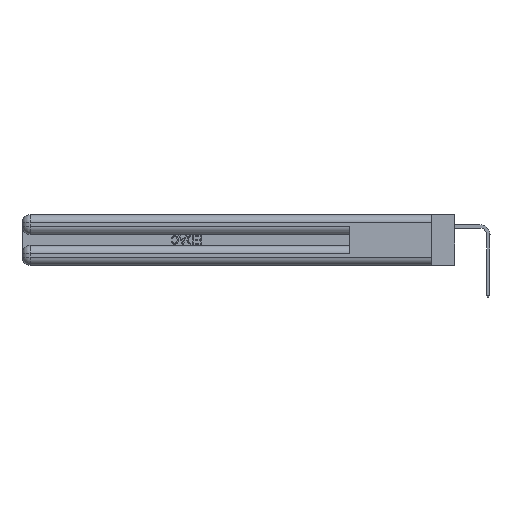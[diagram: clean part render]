
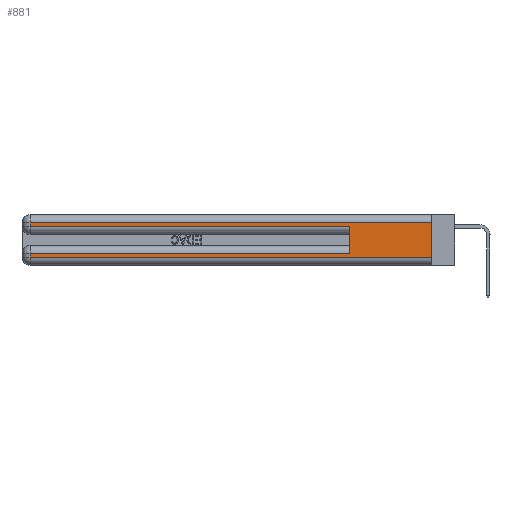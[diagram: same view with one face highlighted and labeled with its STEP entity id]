
A CAD part, left-side view. The second image highlights one B-rep face of the part: STEP entity #881.
In plain terms, the highlighted planar face has unit normal (-1, 0, 0).
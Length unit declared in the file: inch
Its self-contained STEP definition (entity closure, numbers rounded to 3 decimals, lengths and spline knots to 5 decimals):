
#283 = DIRECTION ( 'NONE',  ( 0., 0., -1. ) ) ;
#881 = ADVANCED_FACE ( 'NONE', ( #10601 ), #41577, .F. ) ;
#1158 = EDGE_LOOP ( 'NONE', ( #21532, #2192, #19199, #12302, #32971, #29852, #3143, #6742 ) ) ;
#2005 = LINE ( 'NONE', #18355, #39342 ) ;
#2192 = ORIENTED_EDGE ( 'NONE', *, *, #10063, .T. ) ;
#3143 = ORIENTED_EDGE ( 'NONE', *, *, #3777, .T. ) ;
#3470 = VECTOR ( 'NONE', #39903, 39.37008 ) ;
#3777 = EDGE_CURVE ( 'NONE', #11090, #35076, #32962, .T. ) ;
#4001 = EDGE_CURVE ( 'NONE', #32065, #11090, #41950, .T. ) ;
#4124 = AXIS2_PLACEMENT_3D ( 'NONE', #9168, #34505, #12817 ) ;
#4736 = LINE ( 'NONE', #40044, #33641 ) ;
#6004 = CARTESIAN_POINT ( 'NONE',  ( 0., 0.6, 0.145 ) ) ;
#6742 = ORIENTED_EDGE ( 'NONE', *, *, #45704, .T. ) ;
#7330 = CARTESIAN_POINT ( 'NONE',  ( 0., 0., 0.085 ) ) ;
#9168 = CARTESIAN_POINT ( 'NONE',  ( 0., 0., 0.37 ) ) ;
#9822 = VERTEX_POINT ( 'NONE', #16183 ) ;
#10063 = EDGE_CURVE ( 'NONE', #39613, #9822, #12265, .T. ) ;
#10124 = CARTESIAN_POINT ( 'NONE',  ( 0., 0., 0.31 ) ) ;
#10415 = CARTESIAN_POINT ( 'NONE',  ( 0., 0., 0.06 ) ) ;
#10601 = FACE_OUTER_BOUND ( 'NONE', #1158, .T. ) ;
#11090 = VERTEX_POINT ( 'NONE', #31510 ) ;
#12265 = LINE ( 'NONE', #10124, #23001 ) ;
#12302 = ORIENTED_EDGE ( 'NONE', *, *, #41195, .T. ) ;
#12817 = DIRECTION ( 'NONE',  ( 0., 0., -1. ) ) ;
#13499 = LINE ( 'NONE', #6004, #23101 ) ;
#14904 = DIRECTION ( 'NONE',  ( 0., 0., -1. ) ) ;
#16021 = LINE ( 'NONE', #43621, #34140 ) ;
#16183 = CARTESIAN_POINT ( 'NONE',  ( 0., 2.94, 0.31 ) ) ;
#16998 = CARTESIAN_POINT ( 'NONE',  ( 0., 2.94, 0.37 ) ) ;
#18355 = CARTESIAN_POINT ( 'NONE',  ( 0., 2.94, 0.37 ) ) ;
#19199 = ORIENTED_EDGE ( 'NONE', *, *, #30828, .T. ) ;
#19560 = VERTEX_POINT ( 'NONE', #32039 ) ;
#20136 = CARTESIAN_POINT ( 'NONE',  ( 0., 2.94, 0.06 ) ) ;
#21532 = ORIENTED_EDGE ( 'NONE', *, *, #41805, .F. ) ;
#23001 = VECTOR ( 'NONE', #28143, 39.37008 ) ;
#23101 = VECTOR ( 'NONE', #31317, 39.37008 ) ;
#28143 = DIRECTION ( 'NONE',  ( 0., 1., 0. ) ) ;
#29823 = VERTEX_POINT ( 'NONE', #31577 ) ;
#29852 = ORIENTED_EDGE ( 'NONE', *, *, #4001, .T. ) ;
#29993 = CARTESIAN_POINT ( 'NONE',  ( 0., 0.6, 0.285 ) ) ;
#30828 = EDGE_CURVE ( 'NONE', #9822, #19560, #2005, .T. ) ;
#31317 = DIRECTION ( 'NONE',  ( 0., 0., 1. ) ) ;
#31510 = CARTESIAN_POINT ( 'NONE',  ( 0., 2.94, 0.085 ) ) ;
#31577 = CARTESIAN_POINT ( 'NONE',  ( 0., 0., 0.06 ) ) ;
#32039 = CARTESIAN_POINT ( 'NONE',  ( 0., 2.94, 0.285 ) ) ;
#32065 = VERTEX_POINT ( 'NONE', #43509 ) ;
#32962 = LINE ( 'NONE', #16998, #42528 ) ;
#32971 = ORIENTED_EDGE ( 'NONE', *, *, #45566, .F. ) ;
#33641 = VECTOR ( 'NONE', #39720, 39.37008 ) ;
#34140 = VECTOR ( 'NONE', #283, 39.37008 ) ;
#34438 = VECTOR ( 'NONE', #35417, 39.37008 ) ;
#34505 = DIRECTION ( 'NONE',  ( 1., 0., 0. ) ) ;
#35076 = VERTEX_POINT ( 'NONE', #20136 ) ;
#35417 = DIRECTION ( 'NONE',  ( 0., -1., 0. ) ) ;
#39342 = VECTOR ( 'NONE', #14904, 39.37008 ) ;
#39613 = VERTEX_POINT ( 'NONE', #43919 ) ;
#39720 = DIRECTION ( 'NONE',  ( 0., -1., 0. ) ) ;
#39903 = DIRECTION ( 'NONE',  ( 0., 1., 0. ) ) ;
#40044 = CARTESIAN_POINT ( 'NONE',  ( 0., 0., 0.285 ) ) ;
#41195 = EDGE_CURVE ( 'NONE', #19560, #44598, #4736, .T. ) ;
#41577 = PLANE ( 'NONE',  #4124 ) ;
#41805 = EDGE_CURVE ( 'NONE', #39613, #29823, #16021, .T. ) ;
#41950 = LINE ( 'NONE', #7330, #3470 ) ;
#42276 = DIRECTION ( 'NONE',  ( 0., 0., -1. ) ) ;
#42528 = VECTOR ( 'NONE', #42276, 39.37008 ) ;
#43509 = CARTESIAN_POINT ( 'NONE',  ( 0., 0.6, 0.085 ) ) ;
#43621 = CARTESIAN_POINT ( 'NONE',  ( 0., 0., 0.37 ) ) ;
#43919 = CARTESIAN_POINT ( 'NONE',  ( 0., 0., 0.31 ) ) ;
#44025 = LINE ( 'NONE', #10415, #34438 ) ;
#44598 = VERTEX_POINT ( 'NONE', #29993 ) ;
#45566 = EDGE_CURVE ( 'NONE', #32065, #44598, #13499, .T. ) ;
#45704 = EDGE_CURVE ( 'NONE', #35076, #29823, #44025, .T. ) ;
